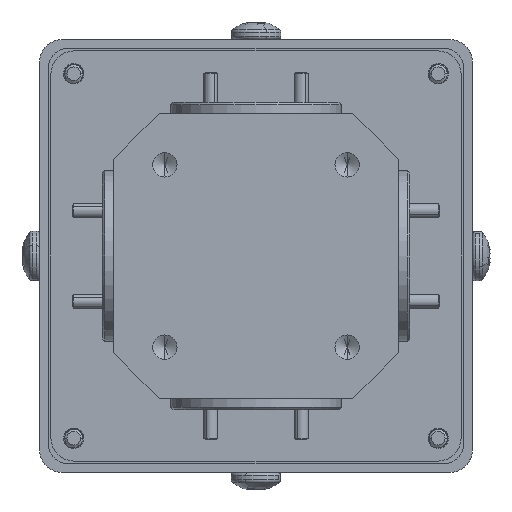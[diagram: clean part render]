
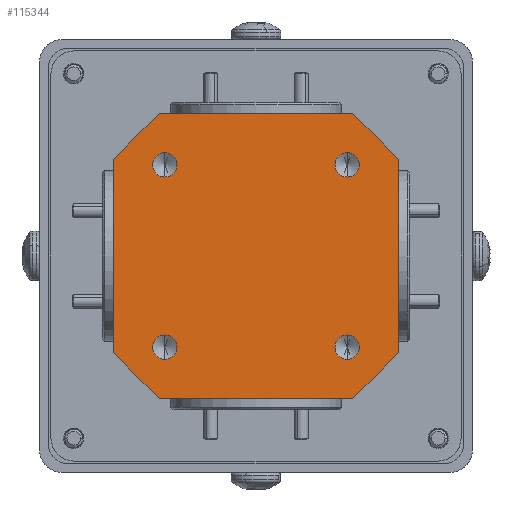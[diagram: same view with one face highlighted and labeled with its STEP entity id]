
A CAD part, front view. The second image highlights one B-rep face of the part: STEP entity #115344.
In plain terms, the highlighted planar face has unit normal (0, -1, 0).
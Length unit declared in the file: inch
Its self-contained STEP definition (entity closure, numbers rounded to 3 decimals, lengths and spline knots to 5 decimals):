
#547 = DIRECTION ( 'NONE',  ( 0., -1., 0. ) ) ;
#1397 = CARTESIAN_POINT ( 'NONE',  ( 0.625, 0., -0.425 ) ) ;
#2734 = CARTESIAN_POINT ( 'NONE',  ( -0.625, 0., 0.425 ) ) ;
#2830 = EDGE_CURVE ( 'NONE', #82410, #81031, #60094, .T. ) ;
#4701 = DIRECTION ( 'NONE',  ( 0.707, 0., 0.707 ) ) ;
#7387 = ORIENTED_EDGE ( 'NONE', *, *, #55067, .F. ) ;
#8140 = EDGE_CURVE ( 'NONE', #32329, #50812, #117299, .T. ) ;
#8619 = EDGE_CURVE ( 'NONE', #52628, #127625, #138244, .T. ) ;
#8813 = EDGE_LOOP ( 'NONE', ( #122826, #37861 ) ) ;
#8867 = CARTESIAN_POINT ( 'NONE',  ( -0.4, 0., 0.4 ) ) ;
#9177 = ORIENTED_EDGE ( 'NONE', *, *, #77449, .F. ) ;
#9340 = CARTESIAN_POINT ( 'NONE',  ( -0.4, 0., -0.45325 ) ) ;
#9681 = PLANE ( 'NONE',  #21676 ) ;
#12344 = VERTEX_POINT ( 'NONE', #20115 ) ;
#13084 = EDGE_CURVE ( 'NONE', #81031, #82410, #119887, .T. ) ;
#16060 = VECTOR ( 'NONE', #4701, 39.37008 ) ;
#19076 = ORIENTED_EDGE ( 'NONE', *, *, #8619, .F. ) ;
#20115 = CARTESIAN_POINT ( 'NONE',  ( 0.425, 0., 0.625 ) ) ;
#20154 = DIRECTION ( 'NONE',  ( 0., -1., 0. ) ) ;
#20327 = CARTESIAN_POINT ( 'NONE',  ( -0.625, 0., 0.625 ) ) ;
#20713 = FACE_OUTER_BOUND ( 'NONE', #52654, .T. ) ;
#21228 = EDGE_CURVE ( 'NONE', #50812, #32329, #145529, .T. ) ;
#21676 = AXIS2_PLACEMENT_3D ( 'NONE', #42886, #87947, #32531 ) ;
#21905 = CARTESIAN_POINT ( 'NONE',  ( -0.4, 0., -0.4 ) ) ;
#22351 = CARTESIAN_POINT ( 'NONE',  ( 0.4, 0., -0.4 ) ) ;
#22555 = ORIENTED_EDGE ( 'NONE', *, *, #77363, .T. ) ;
#22932 = ORIENTED_EDGE ( 'NONE', *, *, #2830, .F. ) ;
#23080 = DIRECTION ( 'NONE',  ( 0., -1., 0. ) ) ;
#23356 = DIRECTION ( 'NONE',  ( 0., 0., -1. ) ) ;
#25110 = DIRECTION ( 'NONE',  ( 0., 0., -1. ) ) ;
#28565 = EDGE_CURVE ( 'NONE', #132583, #91267, #84999, .T. ) ;
#29617 = EDGE_CURVE ( 'NONE', #100500, #31856, #36894, .T. ) ;
#31791 = FACE_BOUND ( 'NONE', #121857, .T. ) ;
#31856 = VERTEX_POINT ( 'NONE', #2734 ) ;
#32329 = VERTEX_POINT ( 'NONE', #46674 ) ;
#32531 = DIRECTION ( 'NONE',  ( 0., 0., -1. ) ) ;
#33446 = CARTESIAN_POINT ( 'NONE',  ( 0.625, 0., 0.425 ) ) ;
#35514 = VECTOR ( 'NONE', #73177, 39.37008 ) ;
#36370 = DIRECTION ( 'NONE',  ( 0., 0., -1. ) ) ;
#36894 = LINE ( 'NONE', #126269, #80451 ) ;
#37026 = CARTESIAN_POINT ( 'NONE',  ( -0.625, 0., -0.625 ) ) ;
#37651 = DIRECTION ( 'NONE',  ( 0., -1., 0. ) ) ;
#37861 = ORIENTED_EDGE ( 'NONE', *, *, #122616, .F. ) ;
#38403 = DIRECTION ( 'NONE',  ( -0.707, 0., -0.707 ) ) ;
#42886 = CARTESIAN_POINT ( 'NONE',  ( 0., 0., 0. ) ) ;
#43331 = AXIS2_PLACEMENT_3D ( 'NONE', #22351, #23080, #36370 ) ;
#43634 = FACE_BOUND ( 'NONE', #8813, .T. ) ;
#45430 = DIRECTION ( 'NONE',  ( 0.707, 0., -0.707 ) ) ;
#46674 = CARTESIAN_POINT ( 'NONE',  ( -0.4, 0., 0.45325 ) ) ;
#47878 = DIRECTION ( 'NONE',  ( 0., -1., 0. ) ) ;
#48132 = CIRCLE ( 'NONE', #123593, 0.05325 ) ;
#49195 = VERTEX_POINT ( 'NONE', #131232 ) ;
#49561 = DIRECTION ( 'NONE',  ( -1., 0., 0. ) ) ;
#50812 = VERTEX_POINT ( 'NONE', #110582 ) ;
#51509 = EDGE_LOOP ( 'NONE', ( #22932, #132050 ) ) ;
#52628 = VERTEX_POINT ( 'NONE', #63354 ) ;
#52654 = EDGE_LOOP ( 'NONE', ( #133869, #115448, #110332, #63074, #94427, #22555, #19076, #66642 ) ) ;
#52924 = EDGE_LOOP ( 'NONE', ( #9177, #7387 ) ) ;
#55067 = EDGE_CURVE ( 'NONE', #65217, #49195, #126321, .T. ) ;
#55325 = VECTOR ( 'NONE', #45430, 39.37008 ) ;
#58347 = VECTOR ( 'NONE', #49561, 39.37008 ) ;
#60094 = CIRCLE ( 'NONE', #133236, 0.05325 ) ;
#60775 = LINE ( 'NONE', #127249, #16060 ) ;
#61453 = ORIENTED_EDGE ( 'NONE', *, *, #8140, .F. ) ;
#63056 = AXIS2_PLACEMENT_3D ( 'NONE', #79493, #124557, #23356 ) ;
#63074 = ORIENTED_EDGE ( 'NONE', *, *, #126372, .T. ) ;
#63101 = EDGE_CURVE ( 'NONE', #52628, #91267, #60775, .T. ) ;
#63354 = CARTESIAN_POINT ( 'NONE',  ( 0.425, 0., -0.625 ) ) ;
#63452 = LINE ( 'NONE', #85625, #86035 ) ;
#63767 = DIRECTION ( 'NONE',  ( 0., 0., -1. ) ) ;
#65217 = VERTEX_POINT ( 'NONE', #136120 ) ;
#66147 = DIRECTION ( 'NONE',  ( 1., 0., 0. ) ) ;
#66253 = DIRECTION ( 'NONE',  ( 0., 0., -1. ) ) ;
#66642 = ORIENTED_EDGE ( 'NONE', *, *, #63101, .T. ) ;
#70879 = CARTESIAN_POINT ( 'NONE',  ( 0.4, 0., -0.4 ) ) ;
#73177 = DIRECTION ( 'NONE',  ( 0., 0., -1. ) ) ;
#73640 = CARTESIAN_POINT ( 'NONE',  ( -0.425, 0., -0.625 ) ) ;
#75351 = LINE ( 'NONE', #131492, #142246 ) ;
#77236 = VERTEX_POINT ( 'NONE', #125189 ) ;
#77363 = EDGE_CURVE ( 'NONE', #100500, #127625, #134797, .T. ) ;
#77449 = EDGE_CURVE ( 'NONE', #49195, #65217, #109546, .T. ) ;
#77600 = FACE_BOUND ( 'NONE', #51509, .T. ) ;
#77628 = VERTEX_POINT ( 'NONE', #81982 ) ;
#79493 = CARTESIAN_POINT ( 'NONE',  ( -0.4, 0., 0.4 ) ) ;
#80451 = VECTOR ( 'NONE', #126993, 39.37008 ) ;
#81031 = VERTEX_POINT ( 'NONE', #120593 ) ;
#81721 = DIRECTION ( 'NONE',  ( 0., -1., 0. ) ) ;
#81982 = CARTESIAN_POINT ( 'NONE',  ( 0.4, 0., -0.34675 ) ) ;
#82262 = AXIS2_PLACEMENT_3D ( 'NONE', #105491, #47878, #92205 ) ;
#82410 = VERTEX_POINT ( 'NONE', #9340 ) ;
#82545 = ORIENTED_EDGE ( 'NONE', *, *, #21228, .F. ) ;
#84999 = LINE ( 'NONE', #143312, #35514 ) ;
#85625 = CARTESIAN_POINT ( 'NONE',  ( -0.525, 0., 0.525 ) ) ;
#86035 = VECTOR ( 'NONE', #38403, 39.37008 ) ;
#87947 = DIRECTION ( 'NONE',  ( 0., -1., 0. ) ) ;
#90129 = FACE_BOUND ( 'NONE', #52924, .T. ) ;
#91267 = VERTEX_POINT ( 'NONE', #1397 ) ;
#92205 = DIRECTION ( 'NONE',  ( 0., 0., -1. ) ) ;
#94427 = ORIENTED_EDGE ( 'NONE', *, *, #29617, .F. ) ;
#94481 = EDGE_CURVE ( 'NONE', #132583, #12344, #75351, .T. ) ;
#98669 = LINE ( 'NONE', #20327, #133500 ) ;
#98952 = DIRECTION ( 'NONE',  ( 0., -1., 0. ) ) ;
#100500 = VERTEX_POINT ( 'NONE', #137402 ) ;
#100726 = AXIS2_PLACEMENT_3D ( 'NONE', #8867, #98952, #144020 ) ;
#102964 = VERTEX_POINT ( 'NONE', #122247 ) ;
#104938 = AXIS2_PLACEMENT_3D ( 'NONE', #131709, #20154, #63767 ) ;
#105491 = CARTESIAN_POINT ( 'NONE',  ( -0.4, 0., -0.4 ) ) ;
#107081 = CIRCLE ( 'NONE', #43331, 0.05325 ) ;
#109546 = CIRCLE ( 'NONE', #104938, 0.05325 ) ;
#110332 = ORIENTED_EDGE ( 'NONE', *, *, #137469, .F. ) ;
#110582 = CARTESIAN_POINT ( 'NONE',  ( -0.4, 0., 0.34675 ) ) ;
#115344 = ADVANCED_FACE ( 'NONE', ( #20713, #43634, #77600, #31791, #90129 ), #9681, .T. ) ;
#115448 = ORIENTED_EDGE ( 'NONE', *, *, #94481, .T. ) ;
#117299 = CIRCLE ( 'NONE', #63056, 0.05325 ) ;
#119887 = CIRCLE ( 'NONE', #82262, 0.05325 ) ;
#120593 = CARTESIAN_POINT ( 'NONE',  ( -0.4, 0., -0.34675 ) ) ;
#121147 = DIRECTION ( 'NONE',  ( -0.707, 0., 0.707 ) ) ;
#121857 = EDGE_LOOP ( 'NONE', ( #82545, #61453 ) ) ;
#122247 = CARTESIAN_POINT ( 'NONE',  ( 0.4, 0., -0.45325 ) ) ;
#122616 = EDGE_CURVE ( 'NONE', #77628, #102964, #107081, .T. ) ;
#122826 = ORIENTED_EDGE ( 'NONE', *, *, #122924, .F. ) ;
#122924 = EDGE_CURVE ( 'NONE', #102964, #77628, #48132, .T. ) ;
#123593 = AXIS2_PLACEMENT_3D ( 'NONE', #70879, #37651, #25110 ) ;
#124557 = DIRECTION ( 'NONE',  ( 0., -1., 0. ) ) ;
#125189 = CARTESIAN_POINT ( 'NONE',  ( -0.425, 0., 0.625 ) ) ;
#126269 = CARTESIAN_POINT ( 'NONE',  ( -0.625, 0., 0.625 ) ) ;
#126321 = CIRCLE ( 'NONE', #142873, 0.05325 ) ;
#126372 = EDGE_CURVE ( 'NONE', #77236, #31856, #63452, .T. ) ;
#126993 = DIRECTION ( 'NONE',  ( 0., 0., 1. ) ) ;
#127249 = CARTESIAN_POINT ( 'NONE',  ( 0.525, 0., -0.525 ) ) ;
#127625 = VERTEX_POINT ( 'NONE', #73640 ) ;
#128206 = DIRECTION ( 'NONE',  ( 0., 0., -1. ) ) ;
#128941 = CARTESIAN_POINT ( 'NONE',  ( 0.4, 0., 0.4 ) ) ;
#131232 = CARTESIAN_POINT ( 'NONE',  ( 0.4, 0., 0.34675 ) ) ;
#131492 = CARTESIAN_POINT ( 'NONE',  ( 0.525, 0., 0.525 ) ) ;
#131709 = CARTESIAN_POINT ( 'NONE',  ( 0.4, 0., 0.4 ) ) ;
#132050 = ORIENTED_EDGE ( 'NONE', *, *, #13084, .F. ) ;
#132583 = VERTEX_POINT ( 'NONE', #33446 ) ;
#133236 = AXIS2_PLACEMENT_3D ( 'NONE', #21905, #547, #66253 ) ;
#133500 = VECTOR ( 'NONE', #66147, 39.37008 ) ;
#133869 = ORIENTED_EDGE ( 'NONE', *, *, #28565, .F. ) ;
#134797 = LINE ( 'NONE', #136275, #55325 ) ;
#136120 = CARTESIAN_POINT ( 'NONE',  ( 0.4, 0., 0.45325 ) ) ;
#136275 = CARTESIAN_POINT ( 'NONE',  ( -0.525, 0., -0.525 ) ) ;
#137402 = CARTESIAN_POINT ( 'NONE',  ( -0.625, 0., -0.425 ) ) ;
#137469 = EDGE_CURVE ( 'NONE', #77236, #12344, #98669, .T. ) ;
#138244 = LINE ( 'NONE', #37026, #58347 ) ;
#142246 = VECTOR ( 'NONE', #121147, 39.37008 ) ;
#142873 = AXIS2_PLACEMENT_3D ( 'NONE', #128941, #81721, #128206 ) ;
#143312 = CARTESIAN_POINT ( 'NONE',  ( 0.625, 0., 0.625 ) ) ;
#144020 = DIRECTION ( 'NONE',  ( 0., 0., -1. ) ) ;
#145529 = CIRCLE ( 'NONE', #100726, 0.05325 ) ;
